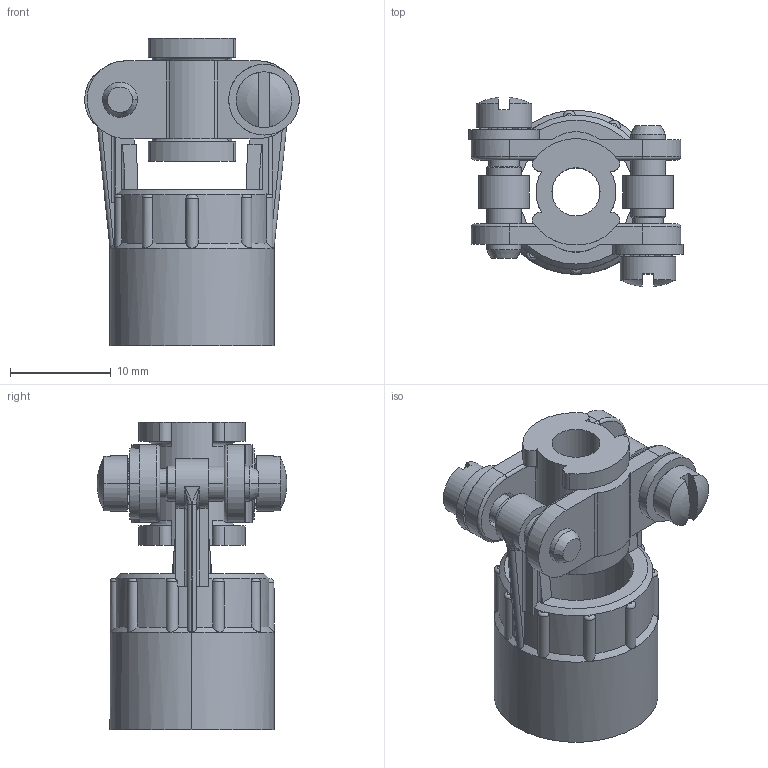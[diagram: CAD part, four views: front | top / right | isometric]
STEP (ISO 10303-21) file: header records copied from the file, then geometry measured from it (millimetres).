
FILE_DESCRIPTION((''),'2;1');
FILE_NAME('UT010AC-CATALOGUE','2010-11-24T',('Gsineau'),('SOURIAU'),'PRO/ENGINEER BY PARAMETRIC TECHNOLOGY CORPORATION, 2010140','PRO/ENGINEER BY PARAMETRIC TECHNOLOGY CORPORATION, 2010140','');
FILE_SCHEMA(('CONFIG_CONTROL_DESIGN'));
Length unit declared in the file: millimetre
Products named in the file (1): UT010AC-CATALOGUE
Bounding box: 21.27 x 18.79 x 30.51 mm (x, y, z)
Volume: 2529.6 mm3; surface area: 3691 mm2
Topology: 1 solids, 1 shells, 409 faces, 1213 edges, 774 vertices
Faces by surface type: plane 203, cylinder 133, cone 31, torus 25, bspline 13, sphere 4
Entity records: 14492 total; most frequent: CARTESIAN_POINT 4010, ORIENTED_EDGE 2370, DIRECTION 2056, EDGE_CURVE 1185, AXIS2_PLACEMENT_3D 779, VERTEX_POINT 760, VECTOR 498, LINE 498
